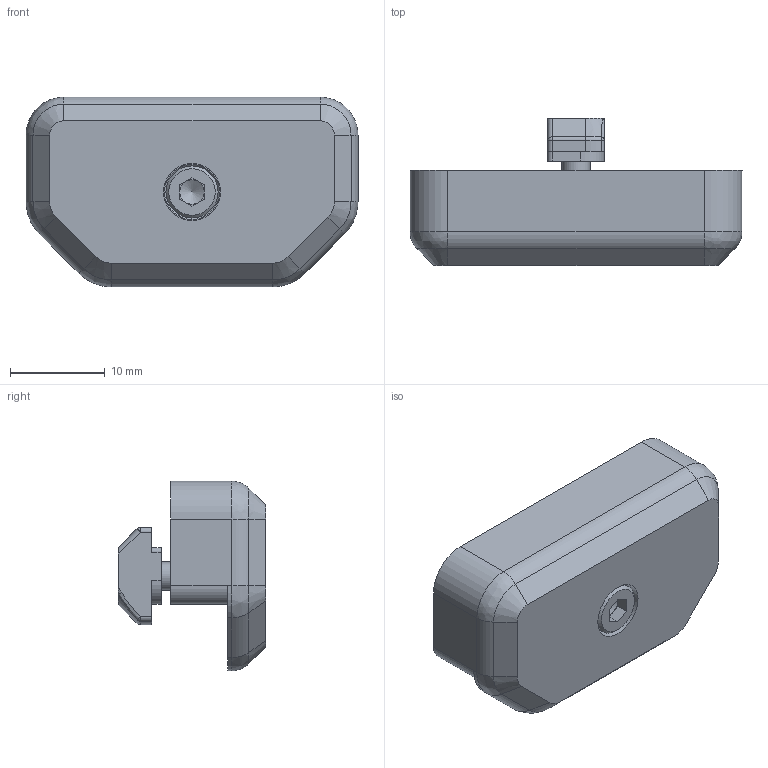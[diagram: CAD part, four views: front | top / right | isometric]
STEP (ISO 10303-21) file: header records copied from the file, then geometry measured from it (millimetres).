
FILE_DESCRIPTION(/* description */ (''),/* implementation_level */ '2;1');
FILE_NAME(/* name */ 'midspan_clip_6mm (1).step',/* time_stamp */ '2022-04-10T16:43:55-06:00',/* author */ (''),/* organization */ (''),/* preprocessor_version */ 'ST-DEVELOPER v18.1',/* originating_system */ 'Autodesk Translation Framework v10.14.0.1471',/* authorisation */ '');
FILE_SCHEMA (('AUTOMOTIVE_DESIGN { 1 0 10303 214 3 1 1 }'));
Length unit declared in the file: millimetre
Products named in the file (3): midspan_clip_6mm (1); M3x12 SHCS (46); M3 Hammerhead T-Nut (42)
Assembly tree (2 placements, depth 2):
  midspan_clip_6mm (1)
    M3x12 SHCS (46)
    M3 Hammerhead T-Nut (42)
Bounding box: 35 x 15.5 x 20 mm (x, y, z)
Volume: 2977.9 mm3; surface area: 3289 mm2
Topology: 3 solids, 3 shells, 147 faces, 351 edges, 213 vertices
Faces by surface type: plane 58, cylinder 50, cone 18, bspline 10, torus 7, sphere 4
Full cylindrical faces by diameter (mm): 3 x2, 3.4 x1, 5.5 x1, 6 x1
Entity records: 4469 total; most frequent: CARTESIAN_POINT 903, DIRECTION 775, ORIENTED_EDGE 700, EDGE_CURVE 350, AXIS2_PLACEMENT_3D 291, VERTEX_POINT 213, LINE 193, VECTOR 193
